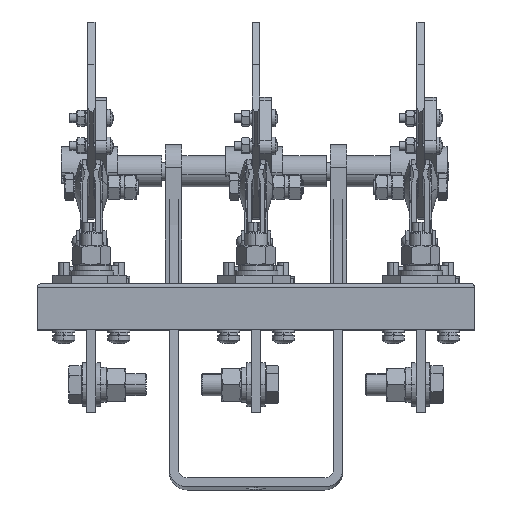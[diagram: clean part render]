
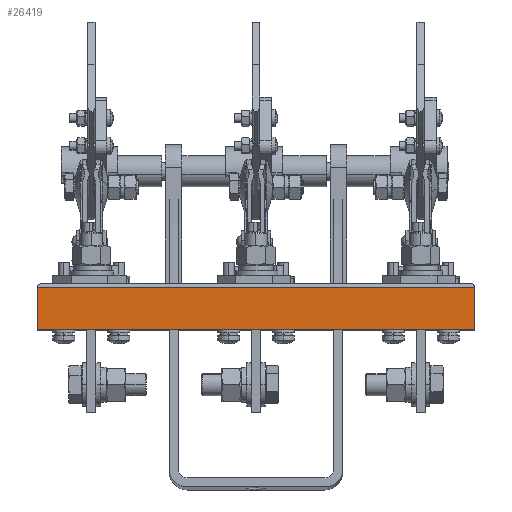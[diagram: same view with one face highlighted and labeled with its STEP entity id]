
A CAD part, top view. The second image highlights one B-rep face of the part: STEP entity #26419.
In plain terms, the highlighted planar face has unit normal (0, 0, 1).
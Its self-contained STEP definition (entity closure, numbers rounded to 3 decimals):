
#413 = LINE ( 'NONE', #11200, #6634 ) ;
#2169 = DIRECTION ( 'NONE',  ( -1., 0., 0. ) ) ;
#2489 = CARTESIAN_POINT ( 'NONE',  ( -119.5, 23., 148. ) ) ;
#5903 = CARTESIAN_POINT ( 'NONE',  ( -119.5, 0., 148. ) ) ;
#6634 = VECTOR ( 'NONE', #8133, 1000. ) ;
#7757 = DIRECTION ( 'NONE',  ( 0., -1., 0. ) ) ;
#8133 = DIRECTION ( 'NONE',  ( -1., 0., 0. ) ) ;
#8821 = VERTEX_POINT ( 'NONE', #14856 ) ;
#10445 = ORIENTED_EDGE ( 'NONE', *, *, #26576, .T. ) ;
#11200 = CARTESIAN_POINT ( 'NONE',  ( -119.5, 23., 148. ) ) ;
#12342 = DIRECTION ( 'NONE',  ( 1., 0., 0. ) ) ;
#12547 = VECTOR ( 'NONE', #21492, 1000. ) ;
#13636 = FACE_OUTER_BOUND ( 'NONE', #24241, .T. ) ;
#14856 = CARTESIAN_POINT ( 'NONE',  ( 119.5, 0., 148. ) ) ;
#14880 = DIRECTION ( 'NONE',  ( 0., 0., -1. ) ) ;
#16468 = LINE ( 'NONE', #21906, #12547 ) ;
#20308 = CARTESIAN_POINT ( 'NONE',  ( -119.5, 0., 148. ) ) ;
#21492 = DIRECTION ( 'NONE',  ( 0., -1., 0. ) ) ;
#21906 = CARTESIAN_POINT ( 'NONE',  ( -119.5, 25., 148. ) ) ;
#22521 = CARTESIAN_POINT ( 'NONE',  ( 119.5, 23., 148. ) ) ;
#22810 = CARTESIAN_POINT ( 'NONE',  ( 119.5, 25., 148. ) ) ;
#23172 = LINE ( 'NONE', #22810, #28875 ) ;
#23701 = VERTEX_POINT ( 'NONE', #20308 ) ;
#23897 = CARTESIAN_POINT ( 'NONE',  ( -119.5, 25., 148. ) ) ;
#24241 = EDGE_LOOP ( 'NONE', ( #29625, #37168, #31288, #10445 ) ) ;
#25712 = LINE ( 'NONE', #5903, #31914 ) ;
#26419 = ADVANCED_FACE ( 'NONE', ( #13636 ), #30055, .F. ) ;
#26576 = EDGE_CURVE ( 'NONE', #23701, #8821, #25712, .T. ) ;
#28872 = AXIS2_PLACEMENT_3D ( 'NONE', #23897, #14880, #2169 ) ;
#28875 = VECTOR ( 'NONE', #7757, 1000. ) ;
#29625 = ORIENTED_EDGE ( 'NONE', *, *, #37722, .F. ) ;
#30055 = PLANE ( 'NONE',  #28872 ) ;
#31288 = ORIENTED_EDGE ( 'NONE', *, *, #36830, .T. ) ;
#31914 = VECTOR ( 'NONE', #12342, 1000. ) ;
#36830 = EDGE_CURVE ( 'NONE', #38790, #23701, #16468, .T. ) ;
#37168 = ORIENTED_EDGE ( 'NONE', *, *, #38724, .T. ) ;
#37722 = EDGE_CURVE ( 'NONE', #38488, #8821, #23172, .T. ) ;
#38488 = VERTEX_POINT ( 'NONE', #22521 ) ;
#38724 = EDGE_CURVE ( 'NONE', #38488, #38790, #413, .T. ) ;
#38790 = VERTEX_POINT ( 'NONE', #2489 ) ;
